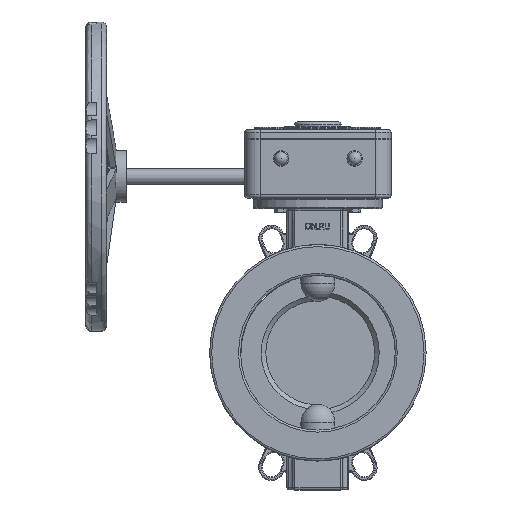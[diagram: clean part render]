
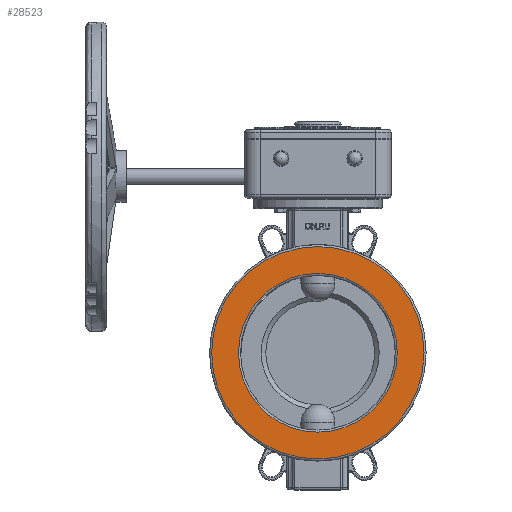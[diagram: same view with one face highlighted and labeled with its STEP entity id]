
A CAD part, top view. The second image highlights one B-rep face of the part: STEP entity #28523.
In plain terms, the highlighted planar face has unit normal (0, 0, 1).
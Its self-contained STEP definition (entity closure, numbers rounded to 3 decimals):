
#1335=CIRCLE('',#30707,77.);
#1338=CIRCLE('',#30711,103.);
#2635=FACE_BOUND('',#5038,.T.);
#3277=FACE_OUTER_BOUND('',#5037,.T.);
#5037=EDGE_LOOP('',(#18881));
#5038=EDGE_LOOP('',(#18882));
#11430=VERTEX_POINT('',#43516);
#11432=VERTEX_POINT('',#43522);
#14181=EDGE_CURVE('',#11430,#11430,#1335,.T.);
#14184=EDGE_CURVE('',#11432,#11432,#1338,.T.);
#18881=ORIENTED_EDGE('',*,*,#14184,.F.);
#18882=ORIENTED_EDGE('',*,*,#14181,.F.);
#26162=PLANE('',#30710);
#28523=ADVANCED_FACE('',(#3277,#2635),#26162,.T.);
#30707=AXIS2_PLACEMENT_3D('',#43517,#34554,#34555);
#30710=AXIS2_PLACEMENT_3D('',#43521,#34560,#34561);
#30711=AXIS2_PLACEMENT_3D('',#43523,#34562,#34563);
#34554=DIRECTION('center_axis',(0.,0.,1.));
#34555=DIRECTION('ref_axis',(-1.,0.,0.));
#34560=DIRECTION('center_axis',(0.,0.,1.));
#34561=DIRECTION('ref_axis',(1.,0.,0.));
#34562=DIRECTION('center_axis',(0.,0.,-1.));
#34563=DIRECTION('ref_axis',(-1.,0.,0.));
#43516=CARTESIAN_POINT('',(77.,0.,28.));
#43517=CARTESIAN_POINT('Origin',(0.,0.,28.));
#43521=CARTESIAN_POINT('Origin',(0.,0.,28.));
#43522=CARTESIAN_POINT('',(-103.,0.,28.));
#43523=CARTESIAN_POINT('Origin',(0.,0.,28.));
